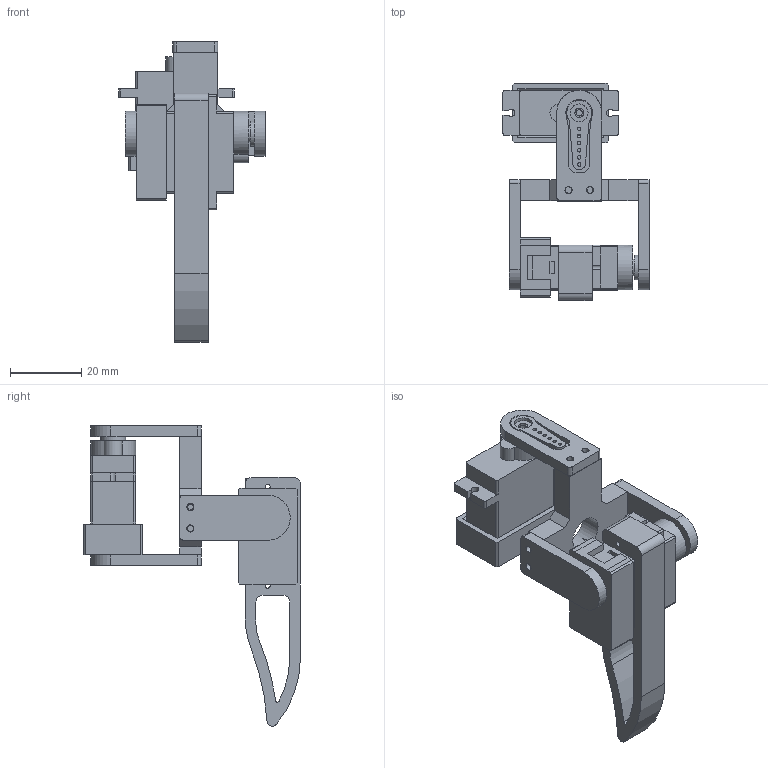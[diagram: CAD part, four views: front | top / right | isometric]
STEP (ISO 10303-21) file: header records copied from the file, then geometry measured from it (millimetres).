
FILE_DESCRIPTION(/* description */ (''),/* implementation_level */ '2;1');
FILE_NAME(/* name */ 'assembled_Leg_FrontLeft_and_RearRight.step',/* time_stamp */ '2024-01-03T10:09:11+09:00',/* author */ (''),/* organization */ (''),/* preprocessor_version */ 'ST-DEVELOPER v20',/* originating_system */ 'Autodesk Translation Framework v12.14.0.127',/* authorisation */ '');
FILE_SCHEMA (('AUTOMOTIVE_DESIGN { 1 0 10303 214 3 1 1 }'));
Length unit declared in the file: millimetre
Products named in the file (27): assembledLeg1b; leg; サーボモータ; サーボホーン; SG90; SG90_horn2; joint02; サーボモータ_1; サーボホーン_1; shaft_top; SG90_1; サーボモータ_2; サーボホーン_2; SG90_horn2_1; サーボモータ_3; サーボホーン_3; shaft_top_1; サーボモータ_4; サーボホーン_4; bottom_Spacer3; shaft_bottom2; shaft_bottom2_1; サーボモータ_5; サーボホーン_5; bottom_Spacer3_1; サーボモータ_6; サーボホーン_6
Assembly tree (36 placements, depth 3):
  assembledLeg1b
    leg
      サーボモータ
      サーボホーン
    SG90
      サーボモータ_2
      サーボホーン_2
    SG90_horn2
      サーボモータ_3
      サーボホーン_3
    joint02
      サーボモータ_1
      サーボホーン_1
    shaft_top
      サーボモータ_4
      サーボホーン_4
    SG90_1
      サーボモータ_2
      サーボホーン_2
    SG90_horn2_1
      サーボモータ_3
      サーボホーン_3
    shaft_top_1
      サーボモータ_4
      サーボホーン_4
    bottom_Spacer3
      サーボモータ_6
      サーボホーン_6
    shaft_bottom2
      サーボモータ_5
      サーボホーン_5
    shaft_bottom2_1
      サーボモータ_5
      サーボホーン_5
    bottom_Spacer3_1
      サーボモータ_6
      サーボホーン_6
Bounding box: 41 x 60.9 x 84.3 mm (x, y, z)
Volume: 30935.2 mm3; surface area: 20250.1 mm2
Topology: 12 solids, 12 shells, 361 faces, 943 edges, 624 vertices
Faces by surface type: plane 256, cylinder 105
Full cylindrical faces by diameter (mm): 1 x12, 1.4 x2, 1.8 x2, 2 x12, 2.5 x2, 4.5 x2, 4.6 x2, 5 x2, 5.1 x2, 5.3 x2, 7 x2, 7.5 x2, 10 x1
Entity records: 11444 total; most frequent: DIRECTION 1918, CARTESIAN_POINT 1903, ORIENTED_EDGE 1802, EDGE_CURVE 901, LINE 696, VECTOR 696, AXIS2_PLACEMENT_3D 611, VERTEX_POINT 596
